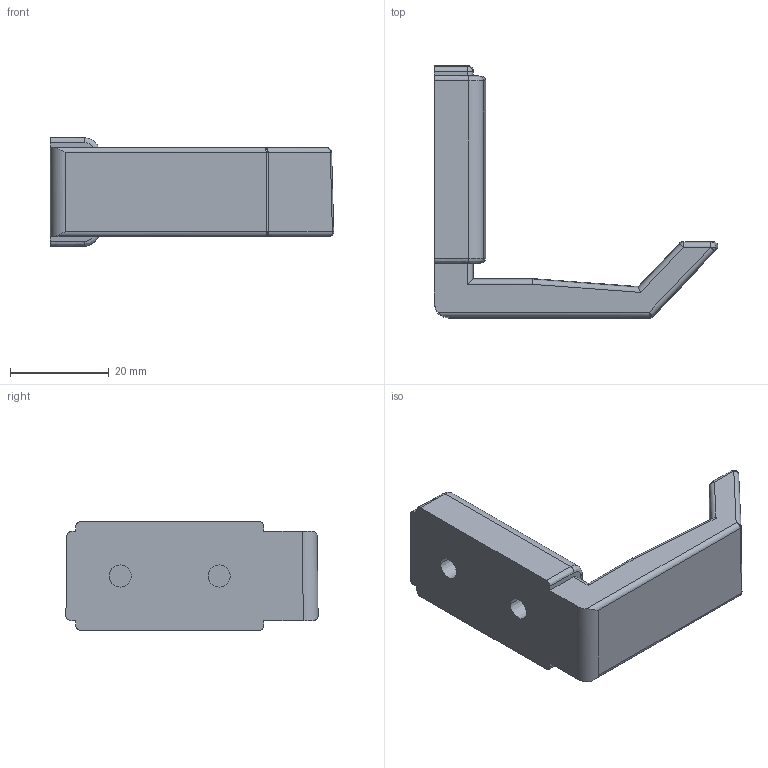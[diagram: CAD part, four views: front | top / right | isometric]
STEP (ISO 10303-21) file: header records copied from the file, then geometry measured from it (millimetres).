
FILE_DESCRIPTION(('Creo Elements/Direct Modeling STEP Export'),'2;1');
FILE_NAME('0853.stp','2018-11-27T 8:51:29',(''),(''),'Creo Elements/Direct Modeling STEP processor for AP214 (Solid Model)','Creo Elements/Direct Modeling 20.0 12-Nov-2016 (C) Parametric Technology GmbH','');
FILE_SCHEMA(('AUTOMOTIVE_DESIGN { 1 0 10303 214 1 1 1 1 }'));
Length unit declared in the file: millimetre
Products named in the file (1): 0853
Bounding box: 57.31 x 50.98 x 22 mm (x, y, z)
Volume: 16127.1 mm3; surface area: 6013.8 mm2
Topology: 1 solids, 1 shells, 74 faces, 180 edges, 102 vertices
Faces by surface type: cylinder 26, plane 20, bspline 12, sphere 8, cone 4, extrusion 4
Entity records: 2914 total; most frequent: CARTESIAN_POINT 1407, ORIENTED_EDGE 344, DIRECTION 262, EDGE_CURVE 172, VERTEX_POINT 102, AXIS2_PLACEMENT_3D 91, VECTOR 80, EDGE_LOOP 76
